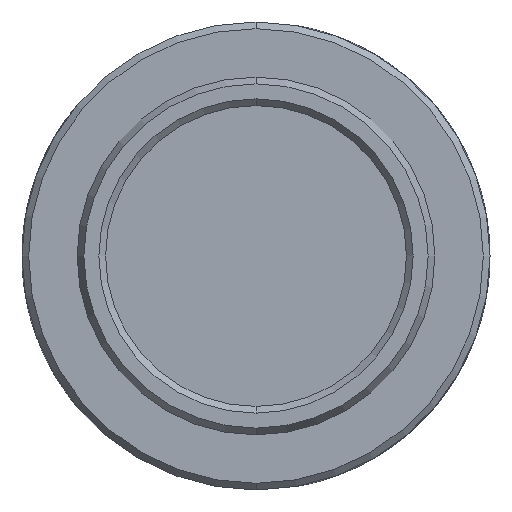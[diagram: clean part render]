
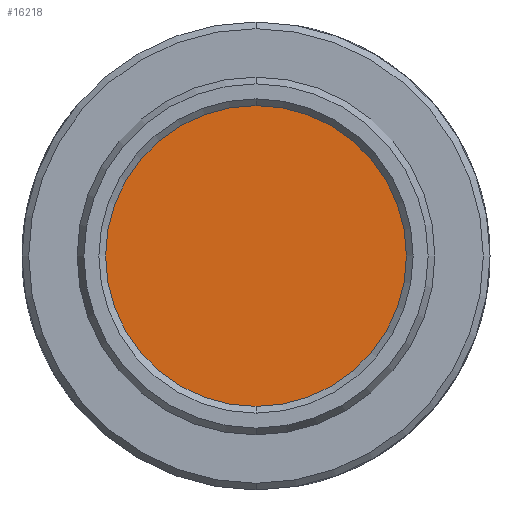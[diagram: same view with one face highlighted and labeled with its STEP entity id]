
A CAD part, left-side view. The second image highlights one B-rep face of the part: STEP entity #16218.
In plain terms, the highlighted planar face has unit normal (-1, 0, 0).
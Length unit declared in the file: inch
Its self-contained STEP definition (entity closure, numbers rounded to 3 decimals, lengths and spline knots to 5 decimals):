
#102 = CARTESIAN_POINT ( 'NONE',  ( -0.095, 0., 0. ) ) ;
#306 = CARTESIAN_POINT ( 'NONE',  ( -0.095, 0., 0. ) ) ;
#750 = EDGE_LOOP ( 'NONE', ( #4287, #15048 ) ) ;
#1505 = DIRECTION ( 'NONE',  ( 1., 0., 0. ) ) ;
#1723 = DIRECTION ( 'NONE',  ( 0., 0., -1. ) ) ;
#4272 = PLANE ( 'NONE',  #10527 ) ;
#4287 = ORIENTED_EDGE ( 'NONE', *, *, #9680, .F. ) ;
#5473 = EDGE_CURVE ( 'NONE', #10873, #15033, #14481, .T. ) ;
#7229 = DIRECTION ( 'NONE',  ( 1., 0., 0. ) ) ;
#7271 = FACE_OUTER_BOUND ( 'NONE', #750, .T. ) ;
#9680 = EDGE_CURVE ( 'NONE', #15033, #10873, #10441, .T. ) ;
#10122 = AXIS2_PLACEMENT_3D ( 'NONE', #15721, #7229, #17121 ) ;
#10256 = DIRECTION ( 'NONE',  ( 1., 0., 0. ) ) ;
#10441 = CIRCLE ( 'NONE', #10122, 0.25 ) ;
#10527 = AXIS2_PLACEMENT_3D ( 'NONE', #102, #1505, #11476 ) ;
#10873 = VERTEX_POINT ( 'NONE', #13364 ) ;
#11476 = DIRECTION ( 'NONE',  ( 0., 0., -1. ) ) ;
#11738 = CARTESIAN_POINT ( 'NONE',  ( -0.095, 0., -0.25 ) ) ;
#12365 = AXIS2_PLACEMENT_3D ( 'NONE', #306, #10256, #1723 ) ;
#13364 = CARTESIAN_POINT ( 'NONE',  ( -0.095, 0., 0.25 ) ) ;
#14481 = CIRCLE ( 'NONE', #12365, 0.25 ) ;
#15033 = VERTEX_POINT ( 'NONE', #11738 ) ;
#15048 = ORIENTED_EDGE ( 'NONE', *, *, #5473, .F. ) ;
#15721 = CARTESIAN_POINT ( 'NONE',  ( -0.095, 0., 0. ) ) ;
#16218 = ADVANCED_FACE ( 'NONE', ( #7271 ), #4272, .F. ) ;
#17121 = DIRECTION ( 'NONE',  ( 0., 0., -1. ) ) ;
